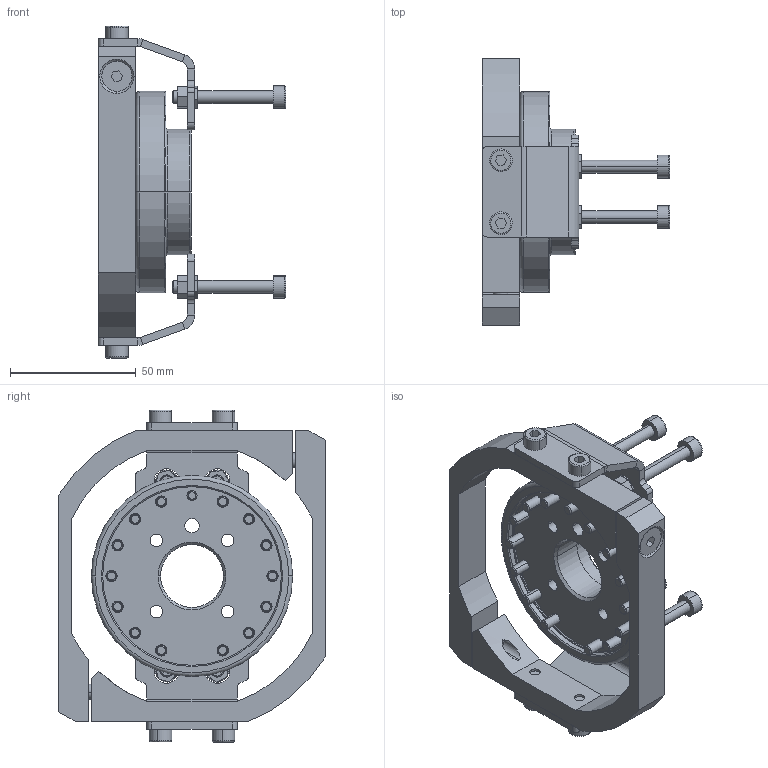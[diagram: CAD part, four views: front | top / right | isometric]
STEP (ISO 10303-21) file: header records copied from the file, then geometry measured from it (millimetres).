
FILE_DESCRIPTION (( 'STEP AP203' ), '1' );
FILE_NAME ('P4214.STEP', '2021-05-04T10:52:02', ( '' ), ( '' ), 'SwSTEP 2.0', 'SolidWorks 2019', '' );
FILE_SCHEMA (( 'CONFIG_CONTROL_DESIGN' ));
Length unit declared in the file: millimetre
Products named in the file (1): P4214
Bounding box: 74.7 x 106 x 132 mm (x, y, z)
Volume: 120135.2 mm3; surface area: 61841.7 mm2
Topology: 38 solids, 38 shells, 684 faces, 1508 edges, 948 vertices
Faces by surface type: plane 284, cylinder 270, cone 102, torus 28
Entity records: 19167 total; most frequent: DIRECTION 3558, CARTESIAN_POINT 3273, ORIENTED_EDGE 3016, EDGE_CURVE 1508, AXIS2_PLACEMENT_3D 1369, VERTEX_POINT 948, EDGE_LOOP 822, LINE 820
